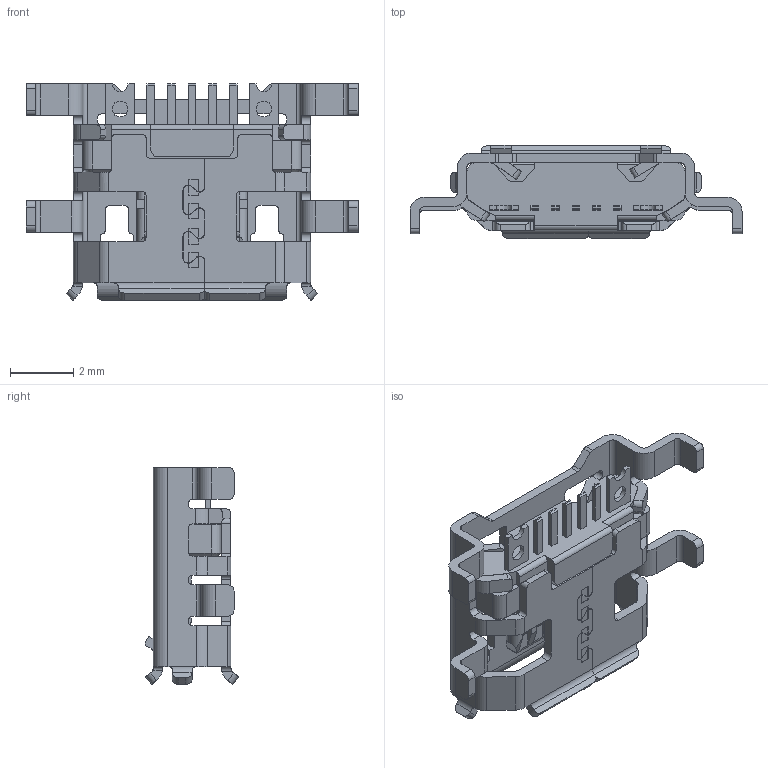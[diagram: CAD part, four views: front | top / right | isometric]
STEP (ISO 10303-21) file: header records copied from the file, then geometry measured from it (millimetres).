
FILE_DESCRIPTION(/* description */ (''),/* implementation_level */ '2;1');
FILE_NAME(/* name */ '10103593-0001lf.stp',/* time_stamp */ '2021-09-19T18:51:56+02:00',/* author */ ('Kenny Begue-Besson'),/* organization */ ('FCI'),/* preprocessor_version */ 'ST-DEVELOPER v17',/* originating_system */ 'Autodesk Inventor 2019',/* authorisation */ '');
FILE_SCHEMA (('CONFIG_CONTROL_DESIGN'));
Length unit declared in the file: millimetre
Products named in the file (1): 10103593-0001lf
Bounding box: 10.5 x 2.94 x 6.85 mm (x, y, z)
Volume: 50.4 mm3; surface area: 299.7 mm2
Topology: 1 solids, 1 shells, 676 faces, 1944 edges, 1262 vertices
Faces by surface type: plane 442, cylinder 222, cone 8, bspline 4
Full cylindrical faces by diameter (mm): 0.5 x2
Entity records: 23201 total; most frequent: CARTESIAN_POINT 4326, ORIENTED_EDGE 3888, DIRECTION 3747, EDGE_CURVE 1944, LINE 1427, VECTOR 1427, VERTEX_POINT 1262, AXIS2_PLACEMENT_3D 1160
